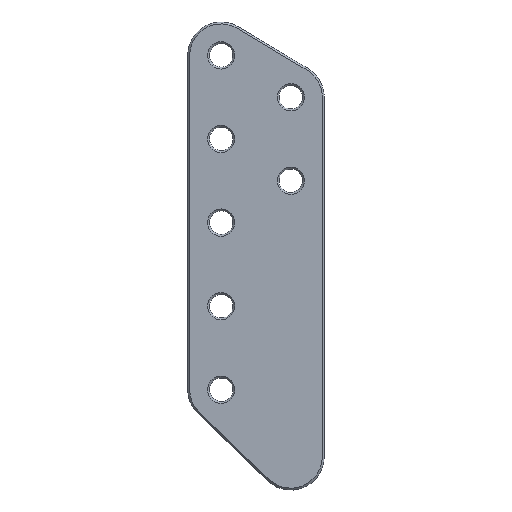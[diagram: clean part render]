
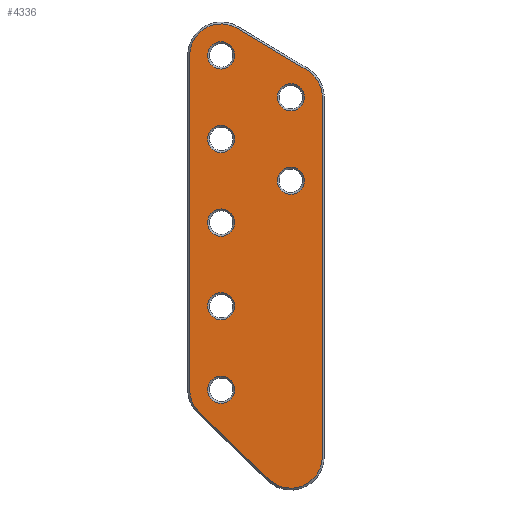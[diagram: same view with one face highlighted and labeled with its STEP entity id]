
A CAD part, front view. The second image highlights one B-rep face of the part: STEP entity #4336.
In plain terms, the highlighted planar face has unit normal (0, -1, 0).
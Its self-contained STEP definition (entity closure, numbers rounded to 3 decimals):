
#97=FACE_BOUND('',#945,.T.);
#98=FACE_BOUND('',#946,.T.);
#99=FACE_BOUND('',#947,.T.);
#100=FACE_BOUND('',#948,.T.);
#101=FACE_BOUND('',#949,.T.);
#102=FACE_BOUND('',#950,.T.);
#103=FACE_BOUND('',#951,.T.);
#340=CIRCLE('',#4812,2.45);
#343=CIRCLE('',#4817,5.65);
#344=CIRCLE('',#4818,5.65);
#345=CIRCLE('',#4819,5.65);
#346=CIRCLE('',#4820,5.65);
#347=CIRCLE('',#4821,2.45);
#348=CIRCLE('',#4822,2.45);
#349=CIRCLE('',#4823,2.45);
#350=CIRCLE('',#4824,2.45);
#351=CIRCLE('',#4825,2.45);
#352=CIRCLE('',#4826,2.45);
#657=FACE_OUTER_BOUND('',#944,.T.);
#944=EDGE_LOOP('',(#3643,#3644,#3645,#3646,#3647,#3648,#3649,#3650));
#945=EDGE_LOOP('',(#3651));
#946=EDGE_LOOP('',(#3652));
#947=EDGE_LOOP('',(#3653));
#948=EDGE_LOOP('',(#3654));
#949=EDGE_LOOP('',(#3655));
#950=EDGE_LOOP('',(#3656));
#951=EDGE_LOOP('',(#3657));
#1306=LINE('',#7529,#1629);
#1307=LINE('',#7533,#1630);
#1308=LINE('',#7537,#1631);
#1309=LINE('',#7541,#1632);
#1629=VECTOR('',#5971,10.);
#1630=VECTOR('',#5974,10.);
#1631=VECTOR('',#5977,10.);
#1632=VECTOR('',#5980,10.);
#2016=VERTEX_POINT('',#7517);
#2019=VERTEX_POINT('',#7527);
#2020=VERTEX_POINT('',#7528);
#2021=VERTEX_POINT('',#7530);
#2022=VERTEX_POINT('',#7532);
#2023=VERTEX_POINT('',#7534);
#2024=VERTEX_POINT('',#7536);
#2025=VERTEX_POINT('',#7538);
#2026=VERTEX_POINT('',#7540);
#2027=VERTEX_POINT('',#7543);
#2028=VERTEX_POINT('',#7545);
#2029=VERTEX_POINT('',#7547);
#2030=VERTEX_POINT('',#7549);
#2031=VERTEX_POINT('',#7551);
#2032=VERTEX_POINT('',#7553);
#2586=EDGE_CURVE('',#2016,#2016,#340,.T.);
#2591=EDGE_CURVE('',#2019,#2020,#1306,.T.);
#2592=EDGE_CURVE('',#2021,#2019,#343,.T.);
#2593=EDGE_CURVE('',#2022,#2021,#1307,.T.);
#2594=EDGE_CURVE('',#2023,#2022,#344,.T.);
#2595=EDGE_CURVE('',#2024,#2023,#1308,.T.);
#2596=EDGE_CURVE('',#2025,#2024,#345,.T.);
#2597=EDGE_CURVE('',#2026,#2025,#1309,.T.);
#2598=EDGE_CURVE('',#2020,#2026,#346,.T.);
#2599=EDGE_CURVE('',#2027,#2027,#347,.T.);
#2600=EDGE_CURVE('',#2028,#2028,#348,.T.);
#2601=EDGE_CURVE('',#2029,#2029,#349,.T.);
#2602=EDGE_CURVE('',#2030,#2030,#350,.T.);
#2603=EDGE_CURVE('',#2031,#2031,#351,.T.);
#2604=EDGE_CURVE('',#2032,#2032,#352,.T.);
#3643=ORIENTED_EDGE('',*,*,#2591,.F.);
#3644=ORIENTED_EDGE('',*,*,#2592,.F.);
#3645=ORIENTED_EDGE('',*,*,#2593,.F.);
#3646=ORIENTED_EDGE('',*,*,#2594,.F.);
#3647=ORIENTED_EDGE('',*,*,#2595,.F.);
#3648=ORIENTED_EDGE('',*,*,#2596,.F.);
#3649=ORIENTED_EDGE('',*,*,#2597,.F.);
#3650=ORIENTED_EDGE('',*,*,#2598,.F.);
#3651=ORIENTED_EDGE('',*,*,#2599,.F.);
#3652=ORIENTED_EDGE('',*,*,#2600,.F.);
#3653=ORIENTED_EDGE('',*,*,#2601,.F.);
#3654=ORIENTED_EDGE('',*,*,#2602,.F.);
#3655=ORIENTED_EDGE('',*,*,#2603,.F.);
#3656=ORIENTED_EDGE('',*,*,#2604,.F.);
#3657=ORIENTED_EDGE('',*,*,#2586,.F.);
#4129=PLANE('',#4816);
#4336=ADVANCED_FACE('',(#657,#97,#98,#99,#100,#101,#102,#103),#4129,.T.);
#4812=AXIS2_PLACEMENT_3D('',#7518,#5959,#5960);
#4816=AXIS2_PLACEMENT_3D('',#7526,#5969,#5970);
#4817=AXIS2_PLACEMENT_3D('',#7531,#5972,#5973);
#4818=AXIS2_PLACEMENT_3D('',#7535,#5975,#5976);
#4819=AXIS2_PLACEMENT_3D('',#7539,#5978,#5979);
#4820=AXIS2_PLACEMENT_3D('',#7542,#5981,#5982);
#4821=AXIS2_PLACEMENT_3D('',#7544,#5983,#5984);
#4822=AXIS2_PLACEMENT_3D('',#7546,#5985,#5986);
#4823=AXIS2_PLACEMENT_3D('',#7548,#5987,#5988);
#4824=AXIS2_PLACEMENT_3D('',#7550,#5989,#5990);
#4825=AXIS2_PLACEMENT_3D('',#7552,#5991,#5992);
#4826=AXIS2_PLACEMENT_3D('',#7554,#5993,#5994);
#5959=DIRECTION('center_axis',(0.,-1.,0.));
#5960=DIRECTION('ref_axis',(0.,0.,1.));
#5969=DIRECTION('center_axis',(0.,-1.,0.));
#5970=DIRECTION('ref_axis',(-1.,0.,0.));
#5971=DIRECTION('',(-0.721,0.,0.693));
#5972=DIRECTION('center_axis',(0.,1.,0.));
#5973=DIRECTION('ref_axis',(-0.693,0.,-0.721));
#5974=DIRECTION('',(0.,0.,-1.));
#5975=DIRECTION('center_axis',(0.,1.,0.));
#5976=DIRECTION('ref_axis',(1.,0.,0.));
#5977=DIRECTION('',(0.857,0.,-0.514));
#5978=DIRECTION('center_axis',(0.,1.,0.));
#5979=DIRECTION('ref_axis',(0.514,0.,0.857));
#5980=DIRECTION('',(0.,0.,1.));
#5981=DIRECTION('center_axis',(0.,1.,0.));
#5982=DIRECTION('ref_axis',(-1.,0.,0.));
#5983=DIRECTION('center_axis',(0.,-1.,0.));
#5984=DIRECTION('ref_axis',(0.,0.,1.));
#5985=DIRECTION('center_axis',(0.,-1.,0.));
#5986=DIRECTION('ref_axis',(0.,0.,1.));
#5987=DIRECTION('center_axis',(0.,-1.,0.));
#5988=DIRECTION('ref_axis',(0.,0.,1.));
#5989=DIRECTION('center_axis',(0.,-1.,0.));
#5990=DIRECTION('ref_axis',(0.,0.,1.));
#5991=DIRECTION('center_axis',(0.,-1.,0.));
#5992=DIRECTION('ref_axis',(0.,0.,1.));
#5993=DIRECTION('center_axis',(0.,-1.,0.));
#5994=DIRECTION('ref_axis',(0.,0.,1.));
#7517=CARTESIAN_POINT('',(-11.5,-2.,-68.45));
#7518=CARTESIAN_POINT('Origin',(-11.5,-2.,-66.));
#7526=CARTESIAN_POINT('Origin',(-5.25,-2.,-42.));
#7527=CARTESIAN_POINT('',(-2.913,-2.,-82.076));
#7528=CARTESIAN_POINT('',(-15.413,-2.,-70.076));
#7529=CARTESIAN_POINT('',(-13.532,-2.,-71.882));
#7530=CARTESIAN_POINT('',(6.65,-2.,-78.));
#7531=CARTESIAN_POINT('Origin',(1.,-2.,-78.));
#7532=CARTESIAN_POINT('',(6.65,-2.,-13.5));
#7533=CARTESIAN_POINT('',(6.65,-2.,-27.75));
#7534=CARTESIAN_POINT('',(3.907,-2.,-8.655));
#7535=CARTESIAN_POINT('Origin',(1.,-2.,-13.5));
#7536=CARTESIAN_POINT('',(-8.593,-2.,-1.155));
#7537=CARTESIAN_POINT('',(1.646,-2.,-7.299));
#7538=CARTESIAN_POINT('',(-17.15,-2.,-6.));
#7539=CARTESIAN_POINT('Origin',(-11.5,-2.,-6.));
#7540=CARTESIAN_POINT('',(-17.15,-2.,-66.));
#7541=CARTESIAN_POINT('',(-17.15,-2.,-54.));
#7542=CARTESIAN_POINT('Origin',(-11.5,-2.,-66.));
#7543=CARTESIAN_POINT('',(-11.5,-2.,-53.45));
#7544=CARTESIAN_POINT('Origin',(-11.5,-2.,-51.));
#7545=CARTESIAN_POINT('',(-11.5,-2.,-23.45));
#7546=CARTESIAN_POINT('Origin',(-11.5,-2.,-21.));
#7547=CARTESIAN_POINT('',(1.,-2.,-15.95));
#7548=CARTESIAN_POINT('Origin',(1.,-2.,-13.5));
#7549=CARTESIAN_POINT('',(-11.5,-2.,-8.45));
#7550=CARTESIAN_POINT('Origin',(-11.5,-2.,-6.));
#7551=CARTESIAN_POINT('',(1.,-2.,-30.95));
#7552=CARTESIAN_POINT('Origin',(1.,-2.,-28.5));
#7553=CARTESIAN_POINT('',(-11.5,-2.,-38.45));
#7554=CARTESIAN_POINT('Origin',(-11.5,-2.,-36.));
